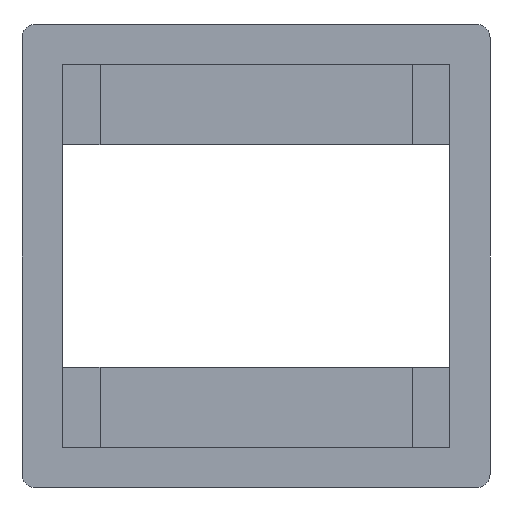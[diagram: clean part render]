
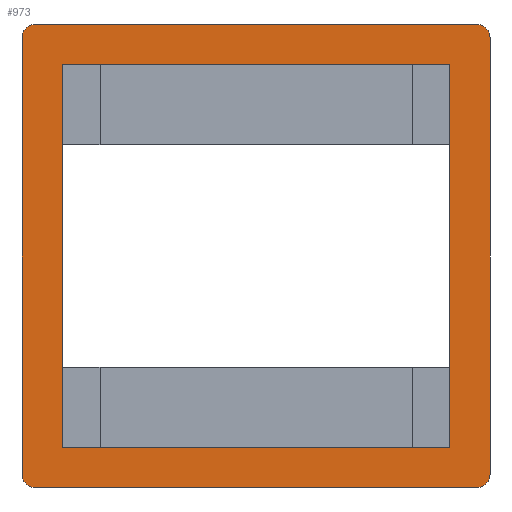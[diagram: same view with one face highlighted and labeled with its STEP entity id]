
A CAD part, front view. The second image highlights one B-rep face of the part: STEP entity #973.
In plain terms, the highlighted planar face has unit normal (0, -1, 0).
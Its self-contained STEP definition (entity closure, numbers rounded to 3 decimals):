
#15=FACE_BOUND('',#130,.T.);
#20=PLANE('',#1056);
#70=FACE_OUTER_BOUND('',#129,.T.);
#129=EDGE_LOOP('',(#694,#695,#696,#697,#698,#699,#700,#701));
#130=EDGE_LOOP('',(#702,#703,#704,#705));
#188=LINE('',#1457,#296);
#198=LINE('',#1488,#306);
#199=LINE('',#1492,#307);
#200=LINE('',#1495,#308);
#201=LINE('',#1498,#309);
#202=LINE('',#1500,#310);
#203=LINE('',#1502,#311);
#204=LINE('',#1503,#312);
#296=VECTOR('',#1158,10.);
#306=VECTOR('',#1190,10.);
#307=VECTOR('',#1193,10.);
#308=VECTOR('',#1196,10.);
#309=VECTOR('',#1197,10.);
#310=VECTOR('',#1198,10.);
#311=VECTOR('',#1199,10.);
#312=VECTOR('',#1200,10.);
#398=CIRCLE('',#1038,3.);
#403=CIRCLE('',#1050,3.);
#406=CIRCLE('',#1057,3.);
#407=CIRCLE('',#1058,3.);
#430=VERTEX_POINT('',#1434);
#431=VERTEX_POINT('',#1435);
#438=VERTEX_POINT('',#1455);
#445=VERTEX_POINT('',#1475);
#448=VERTEX_POINT('',#1487);
#449=VERTEX_POINT('',#1489);
#450=VERTEX_POINT('',#1491);
#451=VERTEX_POINT('',#1493);
#452=VERTEX_POINT('',#1496);
#453=VERTEX_POINT('',#1497);
#454=VERTEX_POINT('',#1499);
#455=VERTEX_POINT('',#1501);
#512=EDGE_CURVE('',#430,#431,#398,.T.);
#523=EDGE_CURVE('',#430,#438,#188,.T.);
#532=EDGE_CURVE('',#445,#438,#403,.T.);
#538=EDGE_CURVE('',#445,#448,#198,.T.);
#539=EDGE_CURVE('',#449,#448,#406,.T.);
#540=EDGE_CURVE('',#449,#450,#199,.T.);
#541=EDGE_CURVE('',#451,#450,#407,.T.);
#542=EDGE_CURVE('',#451,#431,#200,.T.);
#543=EDGE_CURVE('',#452,#453,#201,.T.);
#544=EDGE_CURVE('',#454,#452,#202,.T.);
#545=EDGE_CURVE('',#455,#454,#203,.T.);
#546=EDGE_CURVE('',#453,#455,#204,.T.);
#694=ORIENTED_EDGE('',*,*,#512,.F.);
#695=ORIENTED_EDGE('',*,*,#523,.T.);
#696=ORIENTED_EDGE('',*,*,#532,.F.);
#697=ORIENTED_EDGE('',*,*,#538,.T.);
#698=ORIENTED_EDGE('',*,*,#539,.F.);
#699=ORIENTED_EDGE('',*,*,#540,.T.);
#700=ORIENTED_EDGE('',*,*,#541,.F.);
#701=ORIENTED_EDGE('',*,*,#542,.T.);
#702=ORIENTED_EDGE('',*,*,#543,.F.);
#703=ORIENTED_EDGE('',*,*,#544,.F.);
#704=ORIENTED_EDGE('',*,*,#545,.F.);
#705=ORIENTED_EDGE('',*,*,#546,.F.);
#973=ADVANCED_FACE('',(#70,#15),#20,.F.);
#1038=AXIS2_PLACEMENT_3D('',#1436,#1136,#1137);
#1050=AXIS2_PLACEMENT_3D('',#1476,#1174,#1175);
#1056=AXIS2_PLACEMENT_3D('',#1486,#1188,#1189);
#1057=AXIS2_PLACEMENT_3D('',#1490,#1191,#1192);
#1058=AXIS2_PLACEMENT_3D('',#1494,#1194,#1195);
#1136=DIRECTION('center_axis',(0.,1.,0.));
#1137=DIRECTION('ref_axis',(-0.707,0.,0.707));
#1158=DIRECTION('',(0.,0.,-1.));
#1174=DIRECTION('center_axis',(0.,1.,0.));
#1175=DIRECTION('ref_axis',(-0.707,0.,-0.707));
#1188=DIRECTION('center_axis',(0.,1.,0.));
#1189=DIRECTION('ref_axis',(1.,0.,0.));
#1190=DIRECTION('',(1.,0.,0.));
#1191=DIRECTION('center_axis',(0.,1.,0.));
#1192=DIRECTION('ref_axis',(0.707,0.,-0.707));
#1193=DIRECTION('',(0.,0.,1.));
#1194=DIRECTION('center_axis',(0.,1.,0.));
#1195=DIRECTION('ref_axis',(0.707,0.,0.707));
#1196=DIRECTION('',(-1.,0.,0.));
#1197=DIRECTION('',(1.,0.,0.));
#1198=DIRECTION('',(0.,0.,-1.));
#1199=DIRECTION('',(-1.,0.,0.));
#1200=DIRECTION('',(0.,0.,1.));
#1434=CARTESIAN_POINT('',(-52.5,0.,49.));
#1435=CARTESIAN_POINT('',(-49.5,0.,52.));
#1436=CARTESIAN_POINT('Origin',(-49.5,0.,49.));
#1455=CARTESIAN_POINT('',(-52.5,0.,-49.));
#1457=CARTESIAN_POINT('',(-52.5,0.,52.));
#1475=CARTESIAN_POINT('',(-49.5,0.,-52.));
#1476=CARTESIAN_POINT('Origin',(-49.5,0.,-49.));
#1486=CARTESIAN_POINT('Origin',(0.,0.,0.));
#1487=CARTESIAN_POINT('',(49.5,0.,-52.));
#1488=CARTESIAN_POINT('',(-52.5,0.,-52.));
#1489=CARTESIAN_POINT('',(52.5,0.,-49.));
#1490=CARTESIAN_POINT('Origin',(49.5,0.,-49.));
#1491=CARTESIAN_POINT('',(52.5,0.,49.));
#1492=CARTESIAN_POINT('',(52.5,0.,-52.));
#1493=CARTESIAN_POINT('',(49.5,0.,52.));
#1494=CARTESIAN_POINT('Origin',(49.5,0.,49.));
#1495=CARTESIAN_POINT('',(52.5,0.,52.));
#1496=CARTESIAN_POINT('',(-43.5,0.,-43.));
#1497=CARTESIAN_POINT('',(43.5,0.,-43.));
#1498=CARTESIAN_POINT('',(43.5,0.,-43.));
#1499=CARTESIAN_POINT('',(-43.5,0.,43.));
#1500=CARTESIAN_POINT('',(-43.5,0.,-43.));
#1501=CARTESIAN_POINT('',(43.5,0.,43.));
#1502=CARTESIAN_POINT('',(-43.5,0.,43.));
#1503=CARTESIAN_POINT('',(43.5,0.,43.));
